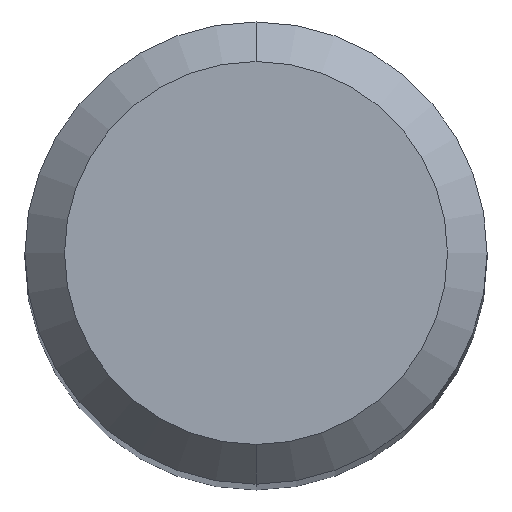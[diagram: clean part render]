
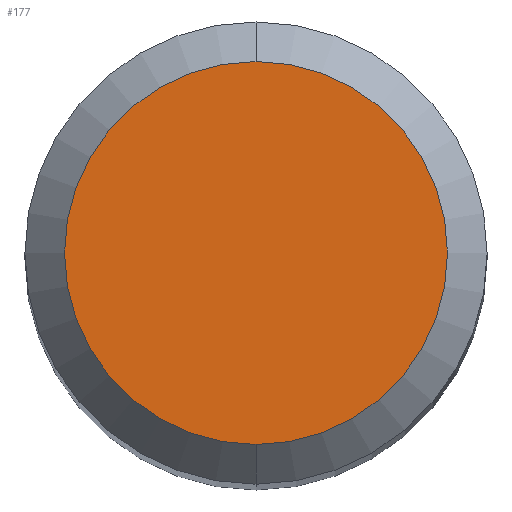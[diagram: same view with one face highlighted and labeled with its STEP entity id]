
A CAD part, top view. The second image highlights one B-rep face of the part: STEP entity #177.
In plain terms, the highlighted planar face has unit normal (0, 0, 1).
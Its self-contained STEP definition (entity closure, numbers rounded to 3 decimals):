
#177=ADVANCED_FACE('',(#397),#398,.T.);
#181=VERTEX_POINT('',#402);
#195=EDGE_CURVE('',#181,#307,#420,.T.);
#211=EDGE_CURVE('',#307,#181,#437,.T.);
#307=VERTEX_POINT('',#545);
#397=FACE_OUTER_BOUND('',#650,.T.);
#398=PLANE('',#651);
#402=CARTESIAN_POINT('',(0.0,1.45,0.0));
#420=CIRCLE('',#677,1.45);
#437=CIRCLE('',#702,1.45);
#545=CARTESIAN_POINT('',(0.,-1.45,0.0));
#650=EDGE_LOOP('',(#923,#924));
#651=AXIS2_PLACEMENT_3D('',#925,#926,#927);
#677=AXIS2_PLACEMENT_3D('',#959,#960,#961);
#702=AXIS2_PLACEMENT_3D('',#976,#977,#978);
#923=ORIENTED_EDGE('',*,*,#195,.F.);
#924=ORIENTED_EDGE('',*,*,#211,.F.);
#925=CARTESIAN_POINT('',(0.0,0.725,0.0));
#926=DIRECTION('',(-0.0,0.0,1.0));
#927=DIRECTION('',(0.0,-1.0,0.0));
#959=CARTESIAN_POINT('',(0.0,0.0,0.0));
#960=DIRECTION('',(0.0,0.0,-1.0));
#961=DIRECTION('',(0.0,1.0,0.0));
#976=CARTESIAN_POINT('',(0.0,0.0,0.0));
#977=DIRECTION('',(0.0,0.0,-1.0));
#978=DIRECTION('',(0.0,1.0,0.0));
